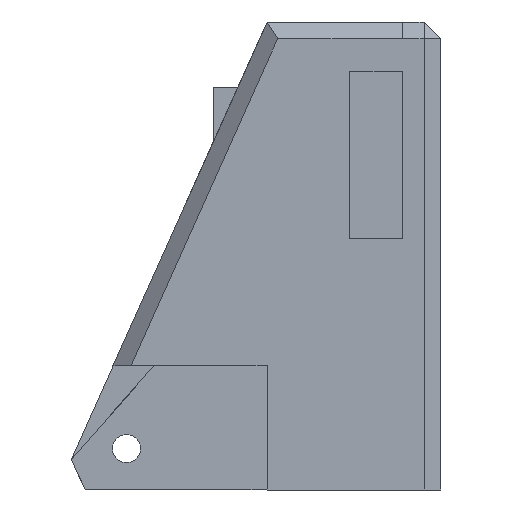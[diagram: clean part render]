
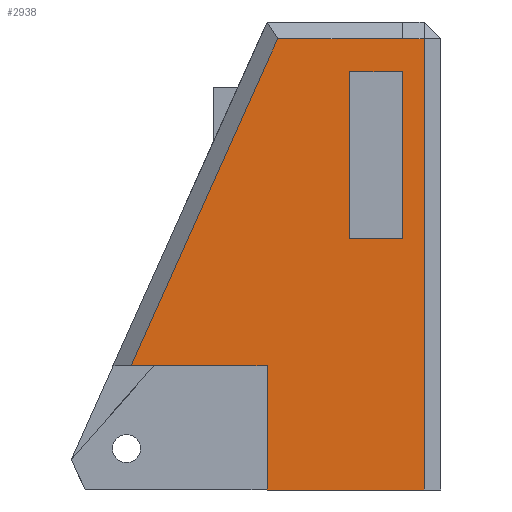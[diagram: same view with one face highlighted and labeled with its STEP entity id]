
A CAD part, left-side view. The second image highlights one B-rep face of the part: STEP entity #2938.
In plain terms, the highlighted planar face has unit normal (-1, 0, 0).
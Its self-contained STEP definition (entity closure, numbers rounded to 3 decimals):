
#60 = DIRECTION ( 'NONE',  ( 0., 1., 0. ) ) ;
#107 = EDGE_CURVE ( 'NONE', #1830, #557, #2572, .T. ) ;
#143 = CARTESIAN_POINT ( 'NONE',  ( 81.562, -116.351, 72.6 ) ) ;
#154 = DIRECTION ( 'NONE',  ( 0., 0., 1. ) ) ;
#159 = CARTESIAN_POINT ( 'NONE',  ( 81.562, -100., 52.4 ) ) ;
#171 = CARTESIAN_POINT ( 'NONE',  ( 81.562, -116.351, 52.4 ) ) ;
#185 = VERTEX_POINT ( 'NONE', #2537 ) ;
#224 = EDGE_CURVE ( 'NONE', #307, #1069, #3076, .T. ) ;
#238 = EDGE_CURVE ( 'NONE', #668, #1369, #1027, .T. ) ;
#262 = DIRECTION ( 'NONE',  ( 0., 0., 1. ) ) ;
#272 = ORIENTED_EDGE ( 'NONE', *, *, #1896, .F. ) ;
#307 = VERTEX_POINT ( 'NONE', #3037 ) ;
#323 = EDGE_CURVE ( 'NONE', #2448, #307, #2565, .T. ) ;
#372 = CARTESIAN_POINT ( 'NONE',  ( 81.562, -119., 22. ) ) ;
#390 = VERTEX_POINT ( 'NONE', #2139 ) ;
#398 = ORIENTED_EDGE ( 'NONE', *, *, #2450, .F. ) ;
#457 = CARTESIAN_POINT ( 'NONE',  ( 81.562, -110., 52.4 ) ) ;
#465 = LINE ( 'NONE', #2414, #910 ) ;
#557 = VERTEX_POINT ( 'NONE', #1402 ) ;
#561 = ORIENTED_EDGE ( 'NONE', *, *, #2429, .F. ) ;
#631 = FACE_OUTER_BOUND ( 'NONE', #3107, .T. ) ;
#640 = VECTOR ( 'NONE', #60, 1000. ) ;
#653 = LINE ( 'NONE', #159, #3219 ) ;
#668 = VERTEX_POINT ( 'NONE', #3208 ) ;
#679 = VECTOR ( 'NONE', #1037, 1000. ) ;
#706 = CARTESIAN_POINT ( 'NONE',  ( 81.562, -116.351, 52.4 ) ) ;
#745 = ORIENTED_EDGE ( 'NONE', *, *, #1968, .T. ) ;
#767 = CARTESIAN_POINT ( 'NONE',  ( 81.562, -110., 52.4 ) ) ;
#833 = CARTESIAN_POINT ( 'NONE',  ( 81.562, -100., 37. ) ) ;
#843 = VECTOR ( 'NONE', #154, 1000. ) ;
#853 = VECTOR ( 'NONE', #3105, 1000. ) ;
#909 = EDGE_LOOP ( 'NONE', ( #1873, #3030, #2635, #272 ) ) ;
#910 = VECTOR ( 'NONE', #1199, 1000. ) ;
#920 = VECTOR ( 'NONE', #262, 1000. ) ;
#943 = ORIENTED_EDGE ( 'NONE', *, *, #107, .T. ) ;
#1012 = LINE ( 'NONE', #2923, #2766 ) ;
#1027 = LINE ( 'NONE', #3008, #1135 ) ;
#1037 = DIRECTION ( 'NONE',  ( 0., 0.409, -0.913 ) ) ;
#1069 = VERTEX_POINT ( 'NONE', #457 ) ;
#1075 = CARTESIAN_POINT ( 'NONE',  ( 81.562, -110., 72.6 ) ) ;
#1106 = CARTESIAN_POINT ( 'NONE',  ( 81.562, -83.556, 37. ) ) ;
#1135 = VECTOR ( 'NONE', #2632, 1000. ) ;
#1167 = DIRECTION ( 'NONE',  ( 0., 1., 0. ) ) ;
#1189 = DIRECTION ( 'NONE',  ( 0., -1., 0. ) ) ;
#1199 = DIRECTION ( 'NONE',  ( 0., -1., 0. ) ) ;
#1284 = VECTOR ( 'NONE', #2839, 1000. ) ;
#1312 = VERTEX_POINT ( 'NONE', #706 ) ;
#1369 = VERTEX_POINT ( 'NONE', #2308 ) ;
#1402 = CARTESIAN_POINT ( 'NONE',  ( 81.562, -119., 76.6 ) ) ;
#1424 = DIRECTION ( 'NONE',  ( 1., 0., 0. ) ) ;
#1473 = PLANE ( 'NONE',  #2742 ) ;
#1638 = EDGE_CURVE ( 'NONE', #3156, #185, #1012, .T. ) ;
#1719 = LINE ( 'NONE', #171, #843 ) ;
#1782 = ORIENTED_EDGE ( 'NONE', *, *, #2366, .T. ) ;
#1816 = ORIENTED_EDGE ( 'NONE', *, *, #238, .F. ) ;
#1827 = LINE ( 'NONE', #2018, #679 ) ;
#1830 = VERTEX_POINT ( 'NONE', #372 ) ;
#1841 = CARTESIAN_POINT ( 'NONE',  ( 81.562, -100., 73.708 ) ) ;
#1873 = ORIENTED_EDGE ( 'NONE', *, *, #2456, .F. ) ;
#1896 = EDGE_CURVE ( 'NONE', #1312, #2448, #1719, .T. ) ;
#1923 = LINE ( 'NONE', #2906, #2268 ) ;
#1968 = EDGE_CURVE ( 'NONE', #3156, #2616, #1827, .T. ) ;
#2018 = CARTESIAN_POINT ( 'NONE',  ( 81.562, -90.334, 52.13 ) ) ;
#2135 = CARTESIAN_POINT ( 'NONE',  ( 81.562, -105.25, 76.6 ) ) ;
#2139 = CARTESIAN_POINT ( 'NONE',  ( 81.562, -116.351, 76.6 ) ) ;
#2145 = FACE_BOUND ( 'NONE', #909, .T. ) ;
#2188 = ORIENTED_EDGE ( 'NONE', *, *, #1638, .F. ) ;
#2198 = DIRECTION ( 'NONE',  ( 0., 1., 0. ) ) ;
#2268 = VECTOR ( 'NONE', #2198, 1000. ) ;
#2269 = DIRECTION ( 'NONE',  ( 0., -0.409, 0.913 ) ) ;
#2274 = LINE ( 'NONE', #833, #2482 ) ;
#2308 = CARTESIAN_POINT ( 'NONE',  ( 81.562, -100., 37. ) ) ;
#2348 = CARTESIAN_POINT ( 'NONE',  ( 81.562, -119., 22. ) ) ;
#2366 = EDGE_CURVE ( 'NONE', #557, #390, #2395, .T. ) ;
#2395 = LINE ( 'NONE', #2135, #853 ) ;
#2414 = CARTESIAN_POINT ( 'NONE',  ( 81.562, -116.351, 76.6 ) ) ;
#2429 = EDGE_CURVE ( 'NONE', #185, #390, #465, .T. ) ;
#2448 = VERTEX_POINT ( 'NONE', #143 ) ;
#2450 = EDGE_CURVE ( 'NONE', #1830, #668, #1923, .T. ) ;
#2456 = EDGE_CURVE ( 'NONE', #1069, #1312, #653, .T. ) ;
#2470 = CARTESIAN_POINT ( 'NONE',  ( 81.562, -100., 17. ) ) ;
#2482 = VECTOR ( 'NONE', #2997, 1000. ) ;
#2537 = CARTESIAN_POINT ( 'NONE',  ( 81.562, -101.295, 76.6 ) ) ;
#2565 = LINE ( 'NONE', #1075, #640 ) ;
#2572 = LINE ( 'NONE', #2348, #920 ) ;
#2616 = VERTEX_POINT ( 'NONE', #1106 ) ;
#2632 = DIRECTION ( 'NONE',  ( 0., 0., 1. ) ) ;
#2635 = ORIENTED_EDGE ( 'NONE', *, *, #323, .F. ) ;
#2742 = AXIS2_PLACEMENT_3D ( 'NONE', #2470, #1424, #1167 ) ;
#2766 = VECTOR ( 'NONE', #2269, 1000. ) ;
#2839 = DIRECTION ( 'NONE',  ( 0., 0., -1. ) ) ;
#2848 = EDGE_CURVE ( 'NONE', #2616, #1369, #2274, .T. ) ;
#2906 = CARTESIAN_POINT ( 'NONE',  ( 81.562, -100., 22. ) ) ;
#2923 = CARTESIAN_POINT ( 'NONE',  ( 81.562, -101.295, 76.6 ) ) ;
#2938 = ADVANCED_FACE ( 'NONE', ( #2145, #631 ), #1473, .F. ) ;
#2997 = DIRECTION ( 'NONE',  ( 0., -1., 0. ) ) ;
#3008 = CARTESIAN_POINT ( 'NONE',  ( 81.562, -100., 17. ) ) ;
#3030 = ORIENTED_EDGE ( 'NONE', *, *, #224, .F. ) ;
#3037 = CARTESIAN_POINT ( 'NONE',  ( 81.562, -110., 72.6 ) ) ;
#3076 = LINE ( 'NONE', #767, #1284 ) ;
#3105 = DIRECTION ( 'NONE',  ( 0., 1., 0. ) ) ;
#3107 = EDGE_LOOP ( 'NONE', ( #745, #3132, #1816, #398, #943, #1782, #561, #2188 ) ) ;
#3132 = ORIENTED_EDGE ( 'NONE', *, *, #2848, .T. ) ;
#3156 = VERTEX_POINT ( 'NONE', #1841 ) ;
#3208 = CARTESIAN_POINT ( 'NONE',  ( 81.562, -100., 22. ) ) ;
#3219 = VECTOR ( 'NONE', #1189, 1000. ) ;
